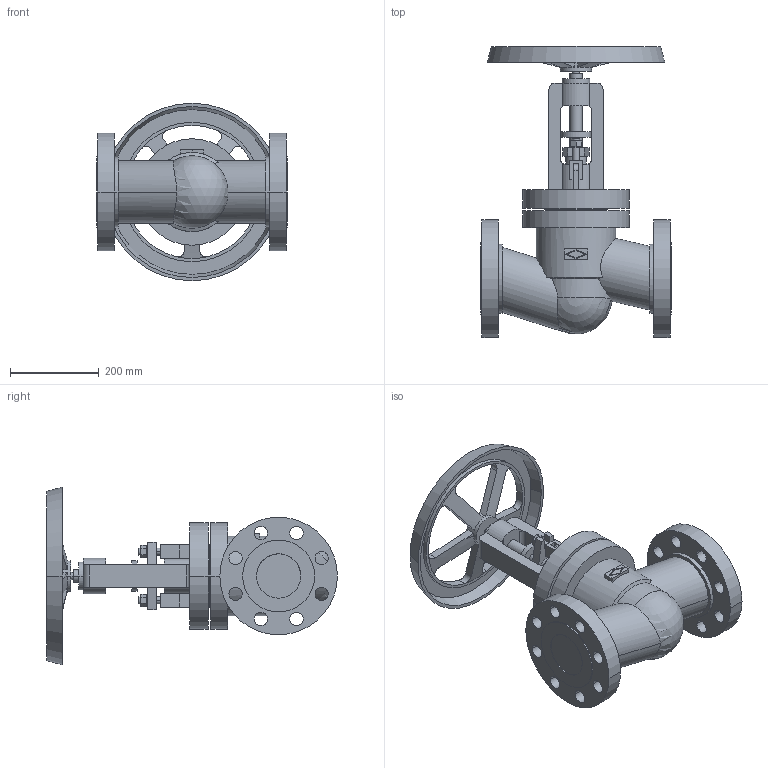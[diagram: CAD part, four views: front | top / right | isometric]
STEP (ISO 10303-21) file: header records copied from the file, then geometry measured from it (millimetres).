
FILE_DESCRIPTION( ( '' ), '1' );
FILE_NAME( 'c000006138.stp', '2016-02-26T12:04:25', ( '' ), ( '' ), ' ', ' ', ' ' );
FILE_SCHEMA( ( 'CONFIG_CONTROL_DESIGN' ) );
Length unit declared in the file: millimetre
Products named in the file (2): 1; 2
Bounding box: 430 x 655.5 x 400 mm (x, y, z)
Volume: 18358261.8 mm3; surface area: 1122082.5 mm2
Topology: 2 solids, 2 shells, 282 faces, 730 edges, 478 vertices
Faces by surface type: cylinder 131, plane 130, cone 20, sphere 1
Entity records: 9688 total; most frequent: CARTESIAN_POINT 2482, DIRECTION 1520, ORIENTED_EDGE 1456, EDGE_CURVE 728, AXIS2_PLACEMENT_3D 568, VERTEX_POINT 478, LINE 384, VECTOR 384
